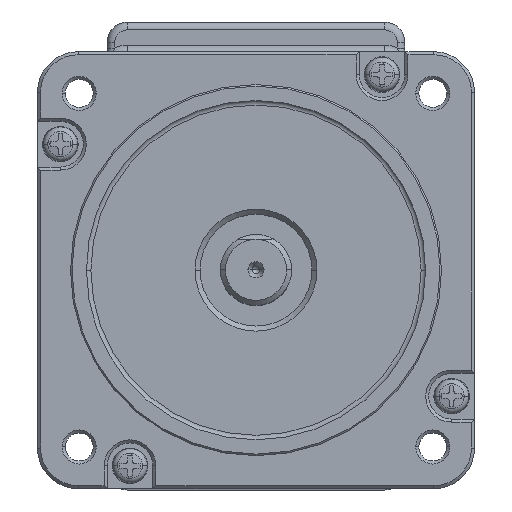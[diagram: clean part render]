
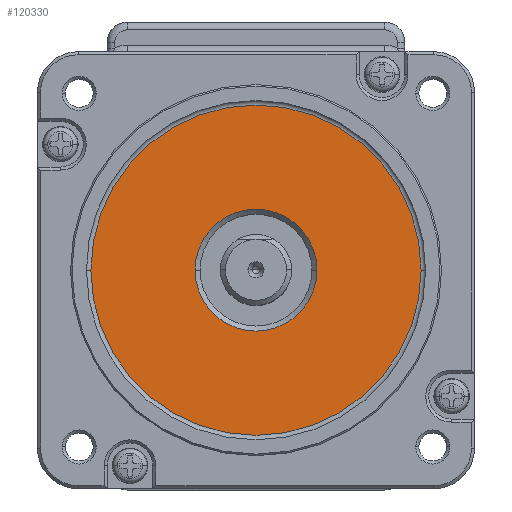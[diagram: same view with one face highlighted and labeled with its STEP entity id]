
A CAD part, top view. The second image highlights one B-rep face of the part: STEP entity #120330.
In plain terms, the highlighted planar face has unit normal (0, 0, 1).
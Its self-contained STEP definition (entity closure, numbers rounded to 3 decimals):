
#106260=CARTESIAN_POINT('',(32.5,0.,1.
));
#106270=VERTEX_POINT('',#106260);
#106360=CARTESIAN_POINT('',(-32.5,0.,
1.));
#106370=VERTEX_POINT('',#106360);
#106400=CARTESIAN_POINT('',(0.,0.,1.));
#106410=DIRECTION('',(0.,0.,1.));
#106420=DIRECTION('',(1.,0.,-0.));
#106430=AXIS2_PLACEMENT_3D('',#106400,#106410,#106420);
#106440=CIRCLE('',#106430,32.5);
#106450=EDGE_CURVE('',#106370,#106270,#106440,.T.);
#120080=CARTESIAN_POINT('',(-32.89,-32.89,1.));
#120090=DIRECTION('',(0.,0.,1.));
#120100=DIRECTION('',(1.,0.,-0.));
#120110=AXIS2_PLACEMENT_3D('',#120080,#120090,#120100);
#120120=PLANE('',#120110);
#120130=EDGE_CURVE('',#106270,#106370,#106440,.T.);
#120140=ORIENTED_EDGE('',*,*,#120130,.T.);
#120150=ORIENTED_EDGE('',*,*,#106450,.T.);
#120160=EDGE_LOOP('',(#120150,#120140));
#120170=FACE_OUTER_BOUND('',#120160,.T.);
#120180=CARTESIAN_POINT('',(0.,0.,
1.));
#120190=DIRECTION('',(-0.,-0.,-1.));
#120200=DIRECTION('',(1.,0.,0.));
#120210=AXIS2_PLACEMENT_3D('',#120180,#120190,#120200);
#120220=CIRCLE('',#120210,12.);
#120230=CARTESIAN_POINT('',(-12.,0.,1.));
#120240=VERTEX_POINT('',#120230);
#120250=CARTESIAN_POINT('',(12.,0.,1.));
#120260=VERTEX_POINT('',#120250);
#120270=EDGE_CURVE('',#120240,#120260,#120220,.T.);
#120280=ORIENTED_EDGE('',*,*,#120270,.T.);
#120290=EDGE_CURVE('',#120260,#120240,#120220,.T.);
#120300=ORIENTED_EDGE('',*,*,#120290,.T.);
#120310=EDGE_LOOP('',(#120300,#120280));
#120320=FACE_BOUND('',#120310,.T.);
#120330=ADVANCED_FACE('',(#120170,#120320),#120120,.T.);
